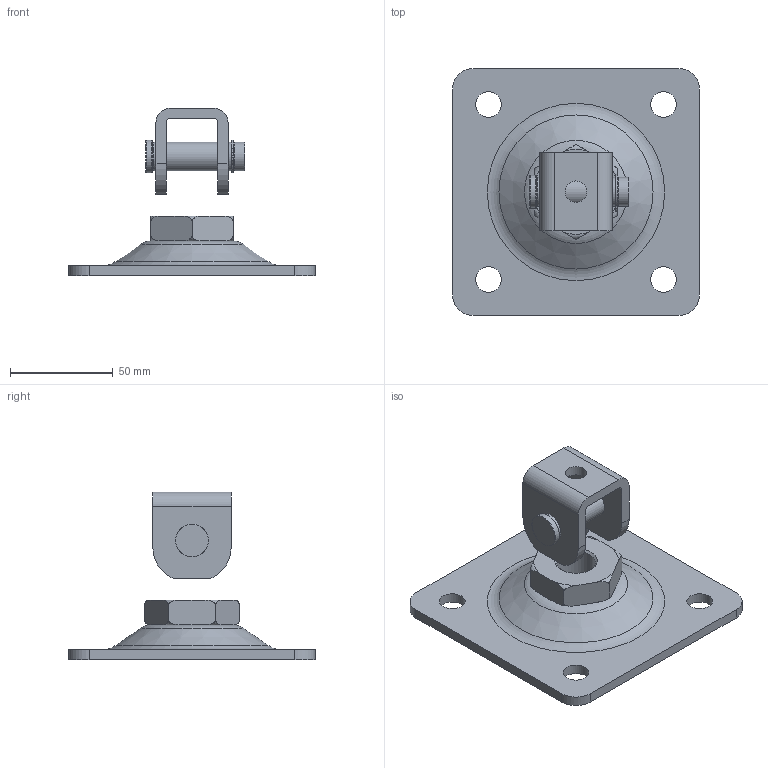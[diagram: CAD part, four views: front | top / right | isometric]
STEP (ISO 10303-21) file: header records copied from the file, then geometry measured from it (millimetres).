
FILE_DESCRIPTION(/* description */ (''),/* implementation_level */ '2;1');
FILE_NAME(/* name */ '25225.stp',/* time_stamp */ '2019-08-05T10:09:29+02:00',/* author */ ('DOMINIQUE'),/* organization */ (''),/* preprocessor_version */ 'ST-DEVELOPER v17.2',/* originating_system */ 'Autodesk Inventor 2019',/* authorisation */ '');
FILE_SCHEMA (('AUTOMOTIVE_DESIGN { 1 0 10303 214 3 1 1 }'));
Length unit declared in the file: millimetre
Products named in the file (6): 25225; 25165-2; 25165-3; 25225-4; 25165-5; NF E 22-163 - 13x1
Assembly tree (5 placements, depth 2):
  25225
    25165-2
    25165-3
    25225-4
    25165-5
    NF E 22-163 - 13x1
Bounding box: 120 x 120 x 81.5 mm (x, y, z)
Volume: 110936.2 mm3; surface area: 49060.4 mm2
Topology: 6 solids, 6 shells, 100 faces, 263 edges, 180 vertices
Faces by surface type: cylinder 38, plane 37, torus 21, cone 4
Full cylindrical faces by diameter (mm): 1.5 x2, 10.5 x1, 12 x1, 12.5 x4, 14 x2, 14.2 x2, 16 x1, 18.752 x1, 31.5 x2, 32 x1, 34.5 x1
Entity records: 3676 total; most frequent: CARTESIAN_POINT 818, DIRECTION 598, ORIENTED_EDGE 526, EDGE_CURVE 263, AXIS2_PLACEMENT_3D 248, VERTEX_POINT 180, CIRCLE 137, EDGE_LOOP 129
